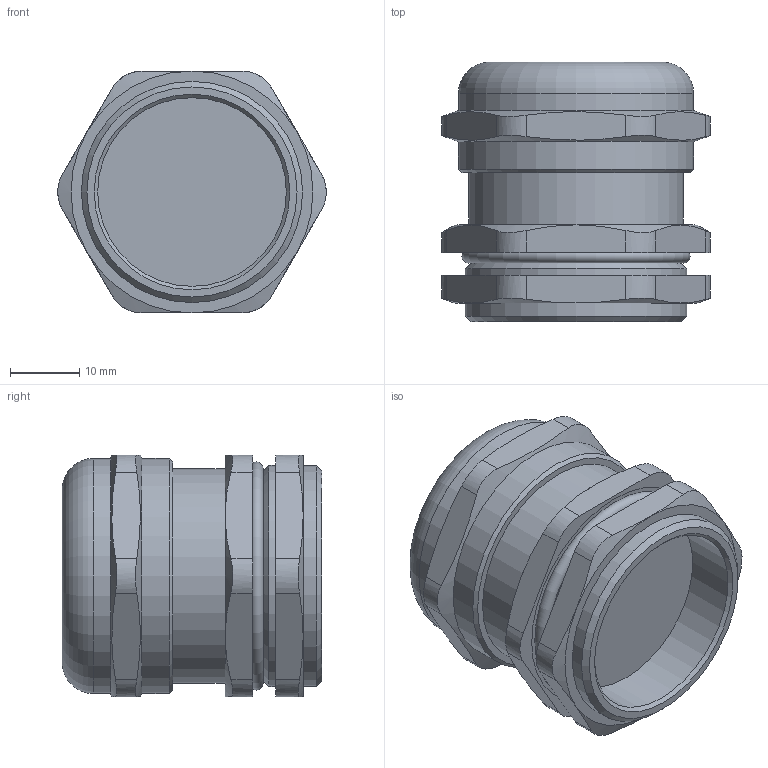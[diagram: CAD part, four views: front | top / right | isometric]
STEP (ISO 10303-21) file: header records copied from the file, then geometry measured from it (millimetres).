
FILE_DESCRIPTION(/* description */ ('','CAx-IF Rec.Pracs.---Representation and Presentation of Product Manufacturing Information (PMI)---4.0---2014-10-13'),/* implementation_level */ '2;1');
FILE_NAME(/* name */ 'ЗЭТАРУС PG25 (15-22 мм).stp',/* time_stamp */ '2023-02-14T08:49:40+07:00',/* author */ ('zeta-09'),/* organization */ (''),/* preprocessor_version */ 'ST-DEVELOPER v18.1',/* originating_system */ 'Autodesk Inventor 2021',/* authorisation */ '');
FILE_SCHEMA (('AP242_MANAGED_MODEL_BASED_3D_ENGINEERING_MIM_LF { 1 0 10303 442 1 1 4 }'));
Length unit declared in the file: millimetre
Products named in the file (1): Деталь6
Bounding box: 38.87 x 37.56 x 35 mm (x, y, z)
Volume: 28927.4 mm3; surface area: 10478.7 mm2
Topology: 1 solids, 5 shells, 77 faces, 180 edges, 116 vertices
Faces by surface type: plane 31, cylinder 25, cone 18, torus 3
Full cylindrical faces by diameter (mm): 27.3 x1, 30.4 x1, 31 x1, 32 x2, 34 x2
Entity records: 2575 total; most frequent: CARTESIAN_POINT 705, DIRECTION 357, ORIENTED_EDGE 356, EDGE_CURVE 180, AXIS2_PLACEMENT_3D 148, VERTEX_POINT 116, EDGE_LOOP 84, FACE_OUTER_BOUND 77
